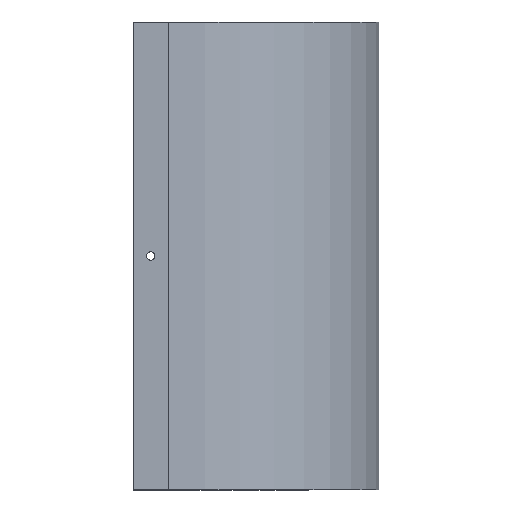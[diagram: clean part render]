
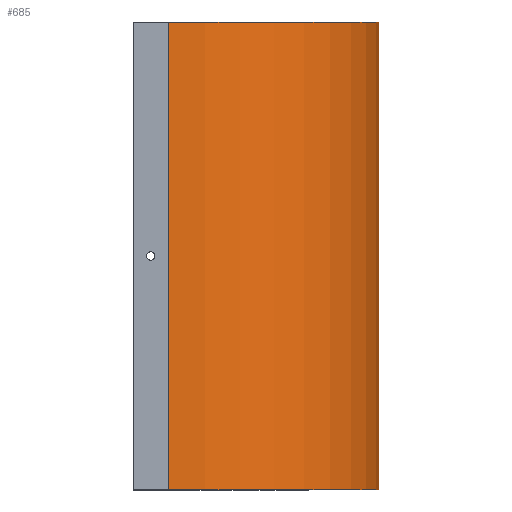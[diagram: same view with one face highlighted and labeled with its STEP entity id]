
A CAD part, front view. The second image highlights one B-rep face of the part: STEP entity #685.
In plain terms, the highlighted cylindrical face has radius 180 mm (diameter 360 mm), a partial arc.
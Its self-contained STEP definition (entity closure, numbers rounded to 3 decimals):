
#112 = EDGE_CURVE ( 'NONE', #496, #1484, #1102, .T. ) ;
#113 = EDGE_CURVE ( 'NONE', #514, #1484, #1104, .T. ) ;
#114 = EDGE_CURVE ( 'NONE', #501, #514, #1106, .T. ) ;
#273 = CARTESIAN_POINT ( 'NONE',  ( 210., 100., -399.2 ) ) ;
#366 = AXIS2_PLACEMENT_3D ( 'NONE', #1620, #1623, #1619 ) ;
#496 = VERTEX_POINT ( 'NONE', #1732 ) ;
#501 = VERTEX_POINT ( 'NONE', #1744 ) ;
#514 = VERTEX_POINT ( 'NONE', #1704 ) ;
#558 = CARTESIAN_POINT ( 'NONE',  ( 30., 100., -399.2 ) ) ;
#603 = DIRECTION ( 'NONE',  ( 1., 0., 0. ) ) ;
#604 = DIRECTION ( 'NONE',  ( 0., 0., 1. ) ) ;
#609 = CARTESIAN_POINT ( 'NONE',  ( 30., 100., 0.8 ) ) ;
#618 = DIRECTION ( 'NONE',  ( 1., 0., 0. ) ) ;
#620 = DIRECTION ( 'NONE',  ( 0., 0., 1. ) ) ;
#622 = DIRECTION ( 'NONE',  ( 0., 0., -1. ) ) ;
#633 = CARTESIAN_POINT ( 'NONE',  ( 30., -80., 0.8 ) ) ;
#685 = ADVANCED_FACE ( 'NONE', ( #1238 ), #1242, .T. ) ;
#755 = AXIS2_PLACEMENT_3D ( 'NONE', #609, #604, #603 ) ;
#756 = AXIS2_PLACEMENT_3D ( 'NONE', #558, #620, #618 ) ;
#761 = EDGE_CURVE ( 'NONE', #501, #496, #1286, .T. ) ;
#869 = CARTESIAN_POINT ( 'NONE',  ( 210., 100., 0.8 ) ) ;
#870 = DIRECTION ( 'NONE',  ( 0., 0., -1. ) ) ;
#915 = ORIENTED_EDGE ( 'NONE', *, *, #761, .T. ) ;
#916 = ORIENTED_EDGE ( 'NONE', *, *, #114, .F. ) ;
#917 = ORIENTED_EDGE ( 'NONE', *, *, #113, .F. ) ;
#918 = ORIENTED_EDGE ( 'NONE', *, *, #112, .T. ) ;
#1050 = EDGE_LOOP ( 'NONE', ( #918, #917, #916, #915 ) ) ;
#1102 = CIRCLE ( 'NONE', #756, 180. ) ;
#1104 = LINE ( 'NONE', #869, #1108 ) ;
#1106 = CIRCLE ( 'NONE', #755, 180. ) ;
#1108 = VECTOR ( 'NONE', #870, 1000. ) ;
#1238 = FACE_OUTER_BOUND ( 'NONE', #1050, .T. ) ;
#1242 = CYLINDRICAL_SURFACE ( 'NONE', #366, 180. ) ;
#1286 = LINE ( 'NONE', #633, #1293 ) ;
#1293 = VECTOR ( 'NONE', #622, 1000. ) ;
#1484 = VERTEX_POINT ( 'NONE', #273 ) ;
#1619 = DIRECTION ( 'NONE',  ( -1., 0., 0. ) ) ;
#1620 = CARTESIAN_POINT ( 'NONE',  ( 30., 100., 0.8 ) ) ;
#1623 = DIRECTION ( 'NONE',  ( 0., 0., -1. ) ) ;
#1704 = CARTESIAN_POINT ( 'NONE',  ( 210., 100., 0.8 ) ) ;
#1732 = CARTESIAN_POINT ( 'NONE',  ( 30., -80., -399.2 ) ) ;
#1744 = CARTESIAN_POINT ( 'NONE',  ( 30., -80., 0.8 ) ) ;
